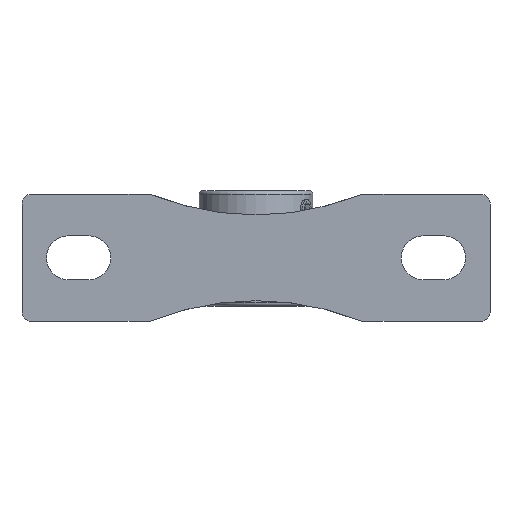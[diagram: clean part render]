
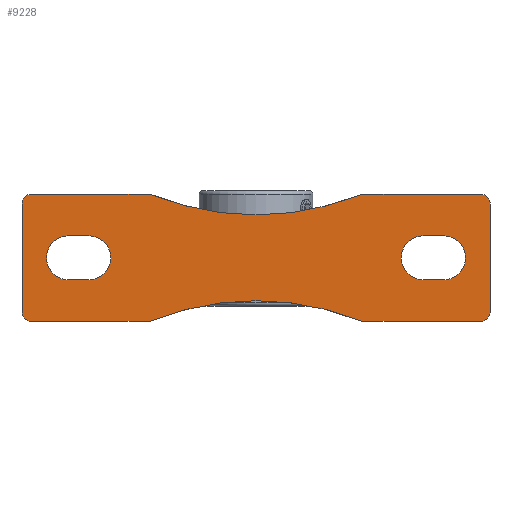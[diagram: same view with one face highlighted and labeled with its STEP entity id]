
A CAD part, front view. The second image highlights one B-rep face of the part: STEP entity #9228.
In plain terms, the highlighted face is planar.
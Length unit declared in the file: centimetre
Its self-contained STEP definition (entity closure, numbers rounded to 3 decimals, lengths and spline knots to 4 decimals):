
#4390=CARTESIAN_POINT('',(1.875,3.1639,0.));
#4391=VERTEX_POINT('',#4390);
#4398=CARTESIAN_POINT('',(1.875,6.671,0.));
#4399=VERTEX_POINT('',#4398);
#4400=CARTESIAN_POINT('',(1.875,12351.925,0.));
#4401=DIRECTION('',(0.,-1.,0.));
#4402=VECTOR('',#4401,24690.);
#4403=LINE('',#4400,#4402);
#4404=EDGE_CURVE('',#4399,#4391,#4403,.T.);
#4486=CARTESIAN_POINT('',(1.8571,3.0702,0.));
#4487=VERTEX_POINT('',#4486);
#4494=CARTESIAN_POINT('',(1.621,3.1639,0.));
#4495=DIRECTION('',(0.,0.,1.));
#4496=DIRECTION('',(0.982,-0.188,0.));
#4497=AXIS2_PLACEMENT_3D('',#4494,#4495,#4496);
#4498=CIRCLE('',#4497,0.254);
#4499=EDGE_CURVE('',#4487,#4391,#4498,.T.);
#4557=CARTESIAN_POINT('',(1.27,0.,0.));
#4558=VERTEX_POINT('',#4557);
#4685=CARTESIAN_POINT('',(1.8571,-3.0702,0.));
#4686=VERTEX_POINT('',#4685);
#4693=CARTESIAN_POINT('',(9.5917,0.,0.));
#4694=DIRECTION('',(0.,0.,1.));
#4695=DIRECTION('',(1.,0.,-0.));
#4696=AXIS2_PLACEMENT_3D('',#4693,#4694,#4695);
#4697=CIRCLE('',#4696,8.3217);
#4698=EDGE_CURVE('',#4558,#4686,#4697,.T.);
#5653=CARTESIAN_POINT('',(-1.875,-3.1639,0.));
#5654=VERTEX_POINT('',#5653);
#5661=CARTESIAN_POINT('',(-1.875,-6.671,0.));
#5662=VERTEX_POINT('',#5661);
#5663=CARTESIAN_POINT('',(-1.875,-12351.925,0.));
#5664=DIRECTION('',(0.,1.,0.));
#5665=VECTOR('',#5664,24690.);
#5666=LINE('',#5663,#5665);
#5667=EDGE_CURVE('',#5662,#5654,#5666,.T.);
#5685=CARTESIAN_POINT('',(-1.8571,-3.0702,0.));
#5686=VERTEX_POINT('',#5685);
#5693=CARTESIAN_POINT('',(-1.621,-3.1639,0.));
#5694=DIRECTION('',(0.,0.,1.));
#5695=DIRECTION('',(-0.982,0.188,0.));
#5696=AXIS2_PLACEMENT_3D('',#5693,#5694,#5695);
#5697=CIRCLE('',#5696,0.254);
#5698=EDGE_CURVE('',#5686,#5654,#5697,.T.);
#5820=CARTESIAN_POINT('',(-1.27,-0.,0.));
#5821=VERTEX_POINT('',#5820);
#5948=CARTESIAN_POINT('',(-1.8571,3.0702,0.));
#5949=VERTEX_POINT('',#5948);
#5956=CARTESIAN_POINT('',(-9.5917,0.,0.));
#5957=DIRECTION('',(0.,0.,-1.));
#5958=DIRECTION('',(-1.,0.,0.));
#5959=AXIS2_PLACEMENT_3D('',#5956,#5957,#5958);
#5960=CIRCLE('',#5959,8.3217);
#5961=EDGE_CURVE('',#5949,#5821,#5960,.T.);
#8804=CARTESIAN_POINT('',(1.621,6.925,0.));
#8805=VERTEX_POINT('',#8804);
#8812=CARTESIAN_POINT('',(-1.621,6.925,0.));
#8813=VERTEX_POINT('',#8812);
#8814=CARTESIAN_POINT('',(-12345.,6.925,0.));
#8815=DIRECTION('',(1.,0.,-0.));
#8816=VECTOR('',#8815,24690.);
#8817=LINE('',#8814,#8816);
#8818=EDGE_CURVE('',#8813,#8805,#8817,.T.);
#8836=CARTESIAN_POINT('',(1.621,6.671,0.));
#8837=DIRECTION('',(0.,-0.,1.));
#8838=DIRECTION('',(0.707,0.707,0.));
#8839=AXIS2_PLACEMENT_3D('',#8836,#8837,#8838);
#8840=CIRCLE('',#8839,0.254);
#8841=EDGE_CURVE('',#4399,#8805,#8840,.T.);
#9046=CARTESIAN_POINT('',(1.621,-6.925,0.));
#9047=VERTEX_POINT('',#9046);
#9054=CARTESIAN_POINT('',(1.875,-6.671,0.));
#9055=VERTEX_POINT('',#9054);
#9056=CARTESIAN_POINT('',(1.621,-6.671,0.));
#9057=DIRECTION('',(0.,0.,1.));
#9058=DIRECTION('',(0.707,-0.707,0.));
#9059=AXIS2_PLACEMENT_3D('',#9056,#9057,#9058);
#9060=CIRCLE('',#9059,0.254);
#9061=EDGE_CURVE('',#9047,#9055,#9060,.T.);
#9072=CARTESIAN_POINT('',(0.8459,-3.5798,0.));
#9073=DIRECTION('',(0.,0.,1.));
#9074=DIRECTION('',(1.,0.,0.));
#9075=AXIS2_PLACEMENT_3D('',#9072,#9073,#9074);
#9076=PLANE('',#9075);
#9077=ORIENTED_EDGE('',*,*,#8841,.F.);
#9078=ORIENTED_EDGE('',*,*,#4404,.T.);
#9079=ORIENTED_EDGE('',*,*,#4499,.F.);
#9080=CARTESIAN_POINT('',(9.5917,0.,0.));
#9081=DIRECTION('',(0.,0.,1.));
#9082=DIRECTION('',(1.,0.,-0.));
#9083=AXIS2_PLACEMENT_3D('',#9080,#9081,#9082);
#9084=CIRCLE('',#9083,8.3217);
#9085=EDGE_CURVE('',#4487,#4558,#9084,.T.);
#9086=ORIENTED_EDGE('',*,*,#9085,.T.);
#9087=ORIENTED_EDGE('',*,*,#4698,.T.);
#9088=CARTESIAN_POINT('',(1.875,-3.1639,0.));
#9089=VERTEX_POINT('',#9088);
#9090=CARTESIAN_POINT('',(1.621,-3.1639,0.));
#9091=DIRECTION('',(0.,-0.,1.));
#9092=DIRECTION('',(0.982,0.188,0.));
#9093=AXIS2_PLACEMENT_3D('',#9090,#9091,#9092);
#9094=CIRCLE('',#9093,0.254);
#9095=EDGE_CURVE('',#9089,#4686,#9094,.T.);
#9096=ORIENTED_EDGE('',*,*,#9095,.F.);
#9097=CARTESIAN_POINT('',(1.875,-12351.925,0.));
#9098=DIRECTION('',(0.,1.,0.));
#9099=VECTOR('',#9098,24690.);
#9100=LINE('',#9097,#9099);
#9101=EDGE_CURVE('',#9055,#9089,#9100,.T.);
#9102=ORIENTED_EDGE('',*,*,#9101,.F.);
#9103=ORIENTED_EDGE('',*,*,#9061,.F.);
#9104=CARTESIAN_POINT('',(-1.621,-6.925,0.));
#9105=VERTEX_POINT('',#9104);
#9106=CARTESIAN_POINT('',(-12345.,-6.925,0.));
#9107=DIRECTION('',(1.,0.,-0.));
#9108=VECTOR('',#9107,24690.);
#9109=LINE('',#9106,#9108);
#9110=EDGE_CURVE('',#9105,#9047,#9109,.T.);
#9111=ORIENTED_EDGE('',*,*,#9110,.F.);
#9112=CARTESIAN_POINT('',(-1.621,-6.671,0.));
#9113=DIRECTION('',(0.,0.,1.));
#9114=DIRECTION('',(-0.707,-0.707,0.));
#9115=AXIS2_PLACEMENT_3D('',#9112,#9113,#9114);
#9116=CIRCLE('',#9115,0.254);
#9117=EDGE_CURVE('',#5662,#9105,#9116,.T.);
#9118=ORIENTED_EDGE('',*,*,#9117,.F.);
#9119=ORIENTED_EDGE('',*,*,#5667,.T.);
#9120=ORIENTED_EDGE('',*,*,#5698,.F.);
#9121=CARTESIAN_POINT('',(-9.5917,0.,0.));
#9122=DIRECTION('',(0.,0.,-1.));
#9123=DIRECTION('',(-1.,0.,0.));
#9124=AXIS2_PLACEMENT_3D('',#9121,#9122,#9123);
#9125=CIRCLE('',#9124,8.3217);
#9126=EDGE_CURVE('',#5821,#5686,#9125,.T.);
#9127=ORIENTED_EDGE('',*,*,#9126,.F.);
#9128=ORIENTED_EDGE('',*,*,#5961,.F.);
#9129=CARTESIAN_POINT('',(-1.875,3.1639,0.));
#9130=VERTEX_POINT('',#9129);
#9131=CARTESIAN_POINT('',(-1.621,3.1639,0.));
#9132=DIRECTION('',(0.,0.,1.));
#9133=DIRECTION('',(-0.982,-0.188,0.));
#9134=AXIS2_PLACEMENT_3D('',#9131,#9132,#9133);
#9135=CIRCLE('',#9134,0.254);
#9136=EDGE_CURVE('',#9130,#5949,#9135,.T.);
#9137=ORIENTED_EDGE('',*,*,#9136,.F.);
#9138=CARTESIAN_POINT('',(-1.875,6.671,0.));
#9139=VERTEX_POINT('',#9138);
#9140=CARTESIAN_POINT('',(-1.875,12351.925,0.));
#9141=DIRECTION('',(0.,-1.,0.));
#9142=VECTOR('',#9141,24690.);
#9143=LINE('',#9140,#9142);
#9144=EDGE_CURVE('',#9139,#9130,#9143,.T.);
#9145=ORIENTED_EDGE('',*,*,#9144,.F.);
#9146=CARTESIAN_POINT('',(-1.621,6.671,0.));
#9147=DIRECTION('',(0.,0.,1.));
#9148=DIRECTION('',(-0.707,0.707,0.));
#9149=AXIS2_PLACEMENT_3D('',#9146,#9147,#9148);
#9150=CIRCLE('',#9149,0.254);
#9151=EDGE_CURVE('',#8813,#9139,#9150,.T.);
#9152=ORIENTED_EDGE('',*,*,#9151,.F.);
#9153=ORIENTED_EDGE('',*,*,#8818,.T.);
#9154=EDGE_LOOP('',(#9077,#9078,#9079,#9086,#9087,#9096,#9102,#9103,#9111,#9118,#9119,#9120,#9127,#9128,#9137,#9145,#9152,#9153));
#9155=FACE_BOUND('',#9154,.T.);
#9156=CARTESIAN_POINT('',(0.65,5.55,0.));
#9157=VERTEX_POINT('',#9156);
#9158=CARTESIAN_POINT('',(-0.65,5.55,0.));
#9159=VERTEX_POINT('',#9158);
#9160=CARTESIAN_POINT('',(0.,5.55,0.));
#9161=DIRECTION('',(0.,0.,1.));
#9162=DIRECTION('',(-1.,0.,0.));
#9163=AXIS2_PLACEMENT_3D('',#9160,#9161,#9162);
#9164=CIRCLE('',#9163,0.65);
#9165=EDGE_CURVE('',#9157,#9159,#9164,.T.);
#9166=ORIENTED_EDGE('',*,*,#9165,.T.);
#9167=CARTESIAN_POINT('',(-0.65,4.95,0.));
#9168=VERTEX_POINT('',#9167);
#9169=CARTESIAN_POINT('',(-0.65,12345.8351,0.));
#9170=DIRECTION('',(0.,-1.,0.));
#9171=VECTOR('',#9170,24690.);
#9172=LINE('',#9169,#9171);
#9173=EDGE_CURVE('',#9159,#9168,#9172,.T.);
#9174=ORIENTED_EDGE('',*,*,#9173,.T.);
#9175=CARTESIAN_POINT('',(0.65,4.95,0.));
#9176=VERTEX_POINT('',#9175);
#9177=CARTESIAN_POINT('',(0.,4.95,0.));
#9178=DIRECTION('',(0.,0.,1.));
#9179=DIRECTION('',(-1.,0.,0.));
#9180=AXIS2_PLACEMENT_3D('',#9177,#9178,#9179);
#9181=CIRCLE('',#9180,0.65);
#9182=EDGE_CURVE('',#9168,#9176,#9181,.T.);
#9183=ORIENTED_EDGE('',*,*,#9182,.T.);
#9184=CARTESIAN_POINT('',(0.65,-12344.1649,0.));
#9185=DIRECTION('',(0.,1.,-0.));
#9186=VECTOR('',#9185,24690.);
#9187=LINE('',#9184,#9186);
#9188=EDGE_CURVE('',#9176,#9157,#9187,.T.);
#9189=ORIENTED_EDGE('',*,*,#9188,.T.);
#9190=EDGE_LOOP('',(#9166,#9174,#9183,#9189));
#9191=FACE_BOUND('',#9190,.T.);
#9192=CARTESIAN_POINT('',(0.65,-4.95,0.));
#9193=VERTEX_POINT('',#9192);
#9194=CARTESIAN_POINT('',(-0.65,-4.95,0.));
#9195=VERTEX_POINT('',#9194);
#9196=CARTESIAN_POINT('',(-0.,-4.95,0.));
#9197=DIRECTION('',(0.,0.,1.));
#9198=DIRECTION('',(1.,0.,-0.));
#9199=AXIS2_PLACEMENT_3D('',#9196,#9197,#9198);
#9200=CIRCLE('',#9199,0.65);
#9201=EDGE_CURVE('',#9193,#9195,#9200,.T.);
#9202=ORIENTED_EDGE('',*,*,#9201,.T.);
#9203=CARTESIAN_POINT('',(-0.65,-5.55,0.));
#9204=VERTEX_POINT('',#9203);
#9205=CARTESIAN_POINT('',(-0.65,12340.5851,0.));
#9206=DIRECTION('',(0.,-1.,0.));
#9207=VECTOR('',#9206,24690.);
#9208=LINE('',#9205,#9207);
#9209=EDGE_CURVE('',#9195,#9204,#9208,.T.);
#9210=ORIENTED_EDGE('',*,*,#9209,.T.);
#9211=CARTESIAN_POINT('',(0.65,-5.55,0.));
#9212=VERTEX_POINT('',#9211);
#9213=CARTESIAN_POINT('',(0.,-5.55,0.));
#9214=DIRECTION('',(0.,0.,1.));
#9215=DIRECTION('',(-1.,0.,0.));
#9216=AXIS2_PLACEMENT_3D('',#9213,#9214,#9215);
#9217=CIRCLE('',#9216,0.65);
#9218=EDGE_CURVE('',#9204,#9212,#9217,.T.);
#9219=ORIENTED_EDGE('',*,*,#9218,.T.);
#9220=CARTESIAN_POINT('',(0.65,-12349.4149,0.));
#9221=DIRECTION('',(0.,1.,0.));
#9222=VECTOR('',#9221,24690.);
#9223=LINE('',#9220,#9222);
#9224=EDGE_CURVE('',#9212,#9193,#9223,.T.);
#9225=ORIENTED_EDGE('',*,*,#9224,.T.);
#9226=EDGE_LOOP('',(#9202,#9210,#9219,#9225));
#9227=FACE_BOUND('',#9226,.T.);
#9228=ADVANCED_FACE('',(#9155,#9191,#9227),#9076,.F.);
